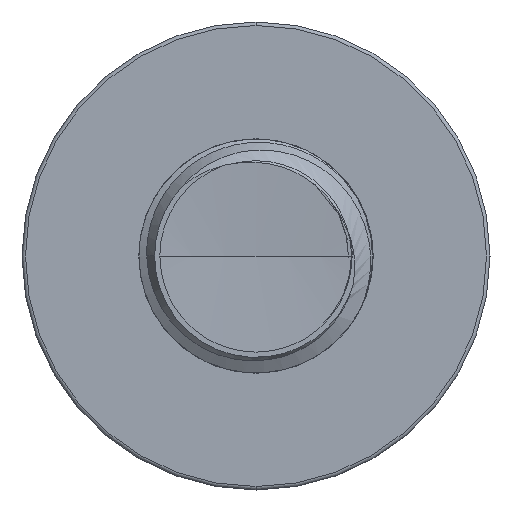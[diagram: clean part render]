
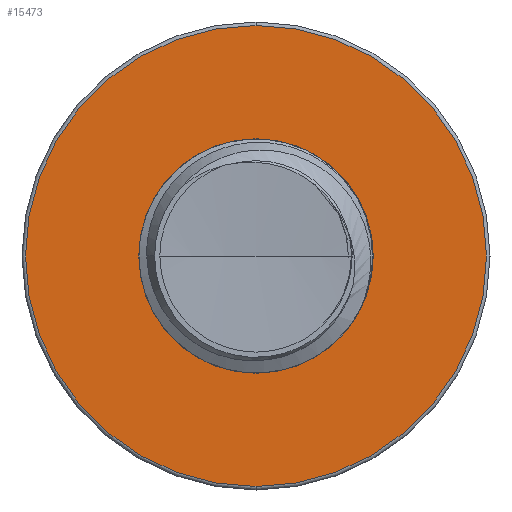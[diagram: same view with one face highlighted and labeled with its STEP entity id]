
A CAD part, front view. The second image highlights one B-rep face of the part: STEP entity #15473.
In plain terms, the highlighted planar face has unit normal (0, -1, 0).
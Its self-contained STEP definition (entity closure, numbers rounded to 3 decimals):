
#576 = CIRCLE ( 'NONE', #29691, 3.447 ) ;
#850 = VERTEX_POINT ( 'NONE', #29278 ) ;
#1105 = DIRECTION ( 'NONE',  ( 0., 0., -1. ) ) ;
#1132 = DIRECTION ( 'NONE',  ( 0., -1., 0. ) ) ;
#1167 = CARTESIAN_POINT ( 'NONE',  ( 0., 11., 0. ) ) ;
#2567 = FACE_OUTER_BOUND ( 'NONE', #13084, .T. ) ;
#2599 = EDGE_CURVE ( 'NONE', #8793, #850, #576, .T. ) ;
#3170 = CARTESIAN_POINT ( 'NONE',  ( 0., 11., 1.754 ) ) ;
#3573 = ORIENTED_EDGE ( 'NONE', *, *, #19812, .F. ) ;
#3712 = DIRECTION ( 'NONE',  ( 0., 0., -1. ) ) ;
#3744 = DIRECTION ( 'NONE',  ( 0., -1., 0. ) ) ;
#3776 = PLANE ( 'NONE',  #13824 ) ;
#4080 = CARTESIAN_POINT ( 'NONE',  ( 0., 11., 1.754 ) ) ;
#6099 = CIRCLE ( 'NONE', #10986, 1.754 ) ;
#7900 = EDGE_CURVE ( 'NONE', #850, #8793, #25179, .T. ) ;
#8793 = VERTEX_POINT ( 'NONE', #21355 ) ;
#9552 = DIRECTION ( 'NONE',  ( 0., 0., -1. ) ) ;
#9588 = DIRECTION ( 'NONE',  ( 0., -1., 0. ) ) ;
#9615 = CARTESIAN_POINT ( 'NONE',  ( 0., 11., 0. ) ) ;
#10533 = VERTEX_POINT ( 'NONE', #3170 ) ;
#10986 = AXIS2_PLACEMENT_3D ( 'NONE', #1167, #1132, #1105 ) ;
#11811 = CARTESIAN_POINT ( 'NONE',  ( 0., 11., 0. ) ) ;
#11862 = CARTESIAN_POINT ( 'NONE',  ( 0., 11., -1.754 ) ) ;
#12270 = ORIENTED_EDGE ( 'NONE', *, *, #2599, .T. ) ;
#12283 = CIRCLE ( 'NONE', #23721, 1.754 ) ;
#13084 = EDGE_LOOP ( 'NONE', ( #12270, #26530 ) ) ;
#13824 = AXIS2_PLACEMENT_3D ( 'NONE', #4080, #3744, #3712 ) ;
#14391 = DIRECTION ( 'NONE',  ( 0., 0., -1. ) ) ;
#14779 = FACE_BOUND ( 'NONE', #26716, .T. ) ;
#15403 = DIRECTION ( 'NONE',  ( 0., 0., -1. ) ) ;
#15406 = DIRECTION ( 'NONE',  ( 0., -1., 0. ) ) ;
#15429 = CARTESIAN_POINT ( 'NONE',  ( 0., 11., 0. ) ) ;
#15473 = ADVANCED_FACE ( 'NONE', ( #2567, #14779 ), #3776, .T. ) ;
#17720 = AXIS2_PLACEMENT_3D ( 'NONE', #15429, #15406, #15403 ) ;
#19812 = EDGE_CURVE ( 'NONE', #10533, #25124, #6099, .T. ) ;
#21355 = CARTESIAN_POINT ( 'NONE',  ( 0., 11., -3.447 ) ) ;
#23721 = AXIS2_PLACEMENT_3D ( 'NONE', #11811, #29070, #14391 ) ;
#25124 = VERTEX_POINT ( 'NONE', #11862 ) ;
#25179 = CIRCLE ( 'NONE', #17720, 3.447 ) ;
#25919 = ORIENTED_EDGE ( 'NONE', *, *, #26574, .F. ) ;
#26530 = ORIENTED_EDGE ( 'NONE', *, *, #7900, .T. ) ;
#26574 = EDGE_CURVE ( 'NONE', #25124, #10533, #12283, .T. ) ;
#26716 = EDGE_LOOP ( 'NONE', ( #25919, #3573 ) ) ;
#29070 = DIRECTION ( 'NONE',  ( 0., -1., 0. ) ) ;
#29278 = CARTESIAN_POINT ( 'NONE',  ( 0., 11., 3.447 ) ) ;
#29691 = AXIS2_PLACEMENT_3D ( 'NONE', #9615, #9588, #9552 ) ;
